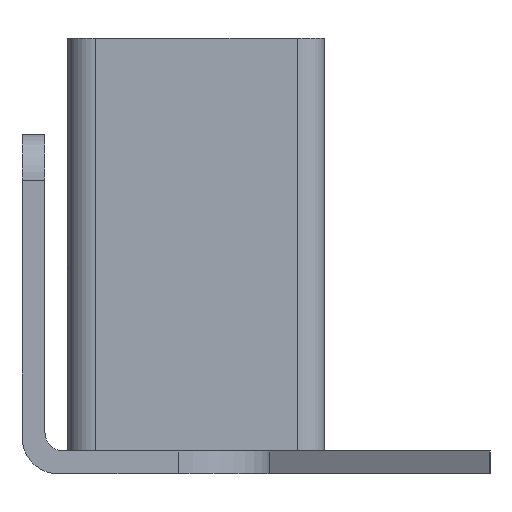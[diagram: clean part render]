
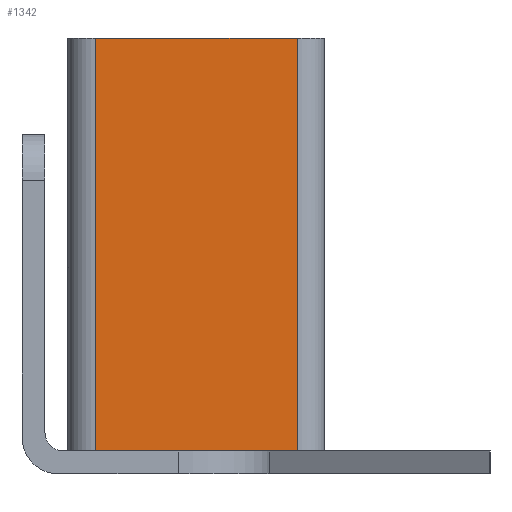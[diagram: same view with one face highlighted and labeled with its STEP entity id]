
A CAD part, left-side view. The second image highlights one B-rep face of the part: STEP entity #1342.
In plain terms, the highlighted planar face has unit normal (-1, 0, 0).
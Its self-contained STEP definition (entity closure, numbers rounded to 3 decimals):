
#6=DIRECTION('',(0.,-1.,0.));
#7=VECTOR('',#6,22.);
#8=CARTESIAN_POINT('',(-66.,25.,45.));
#9=LINE('',#8,#7);
#110=DIRECTION('',(0.,0.,1.));
#111=VECTOR('',#110,45.);
#112=CARTESIAN_POINT('',(-66.,3.,0.));
#113=LINE('',#112,#111);
#283=DIRECTION('',(0.,-1.,0.));
#284=VECTOR('',#283,22.);
#285=CARTESIAN_POINT('',(-66.,25.,0.));
#286=LINE('',#285,#284);
#287=DIRECTION('',(0.,0.,1.));
#288=VECTOR('',#287,45.);
#289=CARTESIAN_POINT('',(-66.,25.,0.));
#290=LINE('',#289,#288);
#749=CARTESIAN_POINT('',(-66.,3.,45.));
#751=VERTEX_POINT('',#749);
#771=CARTESIAN_POINT('',(-66.,25.,45.));
#772=VERTEX_POINT('',#771);
#813=CARTESIAN_POINT('',(-66.,3.,0.));
#815=VERTEX_POINT('',#813);
#835=CARTESIAN_POINT('',(-66.,25.,0.));
#836=VERTEX_POINT('',#835);
#1331=CARTESIAN_POINT('',(-66.,25.,0.));
#1332=DIRECTION('',(-1.,0.,0.));
#1333=DIRECTION('',(0.,-1.,0.));
#1334=AXIS2_PLACEMENT_3D('',#1331,#1332,#1333);
#1335=PLANE('',#1334);
#1336=ORIENTED_EDGE('',*,*,#1118,.F.);
#1337=ORIENTED_EDGE('',*,*,#1326,.T.);
#1338=ORIENTED_EDGE('',*,*,#976,.T.);
#1339=ORIENTED_EDGE('',*,*,#1040,.F.);
#1340=EDGE_LOOP('',(#1336,#1337,#1338,#1339));
#1341=FACE_OUTER_BOUND('',#1340,.F.);
#1342=ADVANCED_FACE('',(#1341),#1335,.T.);
#976=EDGE_CURVE('',#772,#751,#9,.T.);
#1040=EDGE_CURVE('',#815,#751,#113,.T.);
#1118=EDGE_CURVE('',#836,#815,#286,.T.);
#1326=EDGE_CURVE('',#836,#772,#290,.T.);
